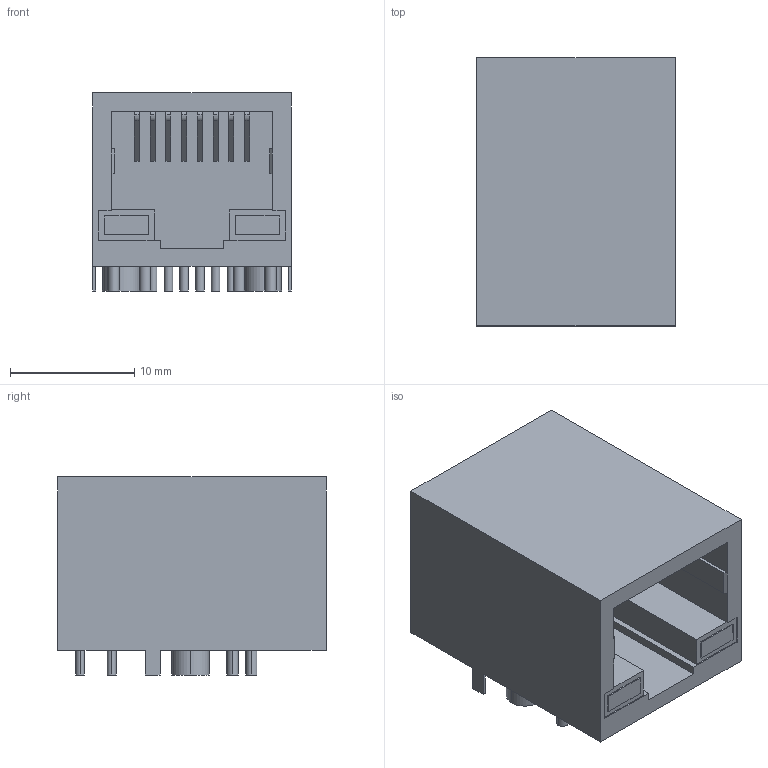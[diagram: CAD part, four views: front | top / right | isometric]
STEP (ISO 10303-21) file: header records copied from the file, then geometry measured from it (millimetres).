
FILE_DESCRIPTION (( 'STEP AP203' ), '1' );
FILE_NAME ('HANRUN.STEP', '2021-04-26T07:07:20', ( '' ), ( '' ), 'SwSTEP 2.0', 'SolidWorks 2014', '' );
FILE_SCHEMA (( 'CONFIG_CONTROL_DESIGN' ));
Length unit declared in the file: millimetre
Products named in the file (1): HANRUN
Bounding box: 16 x 21.6 x 15.95 mm (x, y, z)
Volume: 2947.7 mm3; surface area: 2739.9 mm2
Topology: 9 solids, 9 shells, 203 faces, 504 edges, 336 vertices
Faces by surface type: plane 143, cylinder 44, bspline 16
Entity records: 6695 total; most frequent: CARTESIAN_POINT 1828, ORIENTED_EDGE 1008, DIRECTION 936, EDGE_CURVE 504, LINE 384, VECTOR 384, VERTEX_POINT 336, AXIS2_PLACEMENT_3D 276
